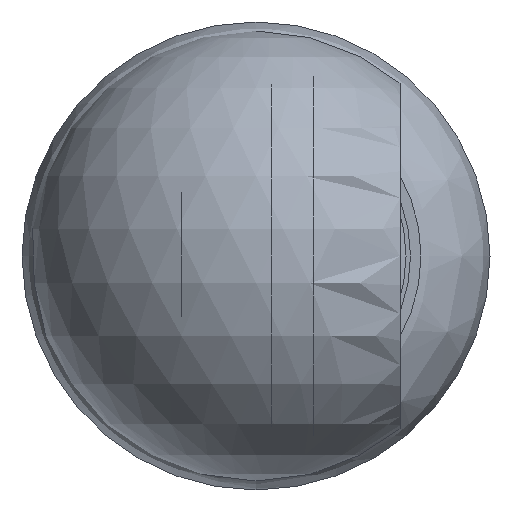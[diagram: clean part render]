
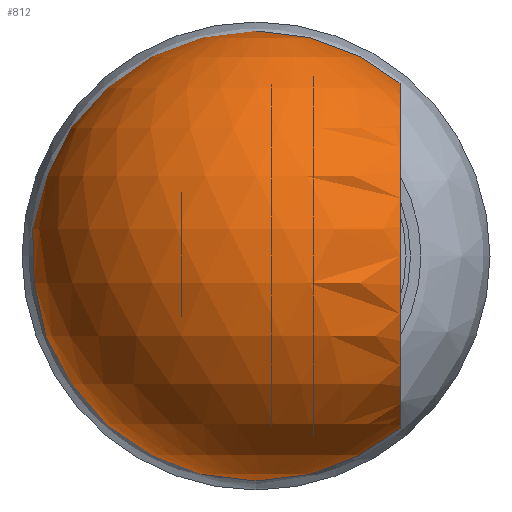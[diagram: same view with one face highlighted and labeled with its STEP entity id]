
A CAD part, left-side view. The second image highlights one B-rep face of the part: STEP entity #812.
In plain terms, the highlighted spherical face has radius 7.5 mm.
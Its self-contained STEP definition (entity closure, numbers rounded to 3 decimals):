
#812 = ADVANCED_FACE('',(#813,#817),#846,.T.);
#813 = FACE_BOUND('',#814,.T.);
#814 = VERTEX_LOOP('',#815);
#815 = VERTEX_POINT('',#816);
#816 = CARTESIAN_POINT('',(0.,0.,-7.5));
#817 = FACE_BOUND('',#818,.T.);
#818 = EDGE_LOOP('',(#819,#830,#839));
#819 = ORIENTED_EDGE('',*,*,#820,.T.);
#820 = EDGE_CURVE('',#821,#823,#825,.T.);
#821 = VERTEX_POINT('',#822);
#822 = CARTESIAN_POINT('',(5.6,-4.8,1.36)
  );
#823 = VERTEX_POINT('',#824);
#824 = CARTESIAN_POINT('',(5.6,0.,
    4.989));
#825 = CIRCLE('',#826,4.989);
#826 = AXIS2_PLACEMENT_3D('',#827,#828,#829);
#827 = CARTESIAN_POINT('',(5.6,0.,0.));
#828 = DIRECTION('',(-1.,0.,0.));
#829 = DIRECTION('',(0.,0.,-1.));
#830 = ORIENTED_EDGE('',*,*,#831,.T.);
#831 = EDGE_CURVE('',#823,#832,#834,.T.);
#832 = VERTEX_POINT('',#833);
#833 = CARTESIAN_POINT('',(5.6,-4.8,-1.36));
#834 = CIRCLE('',#835,4.989);
#835 = AXIS2_PLACEMENT_3D('',#836,#837,#838);
#836 = CARTESIAN_POINT('',(5.6,0.,0.));
#837 = DIRECTION('',(-1.,0.,0.));
#838 = DIRECTION('',(0.,0.,-1.));
#839 = ORIENTED_EDGE('',*,*,#840,.T.);
#840 = EDGE_CURVE('',#832,#821,#841,.T.);
#841 = CIRCLE('',#842,5.763);
#842 = AXIS2_PLACEMENT_3D('',#843,#844,#845);
#843 = CARTESIAN_POINT('',(0.,-4.8,0.)
  );
#844 = DIRECTION('',(0.,1.,0.));
#845 = DIRECTION('',(0.,0.,-1.));
#846 = SPHERICAL_SURFACE('',#847,7.5);
#847 = AXIS2_PLACEMENT_3D('',#848,#849,#850);
#848 = CARTESIAN_POINT('',(0.,0.,
    0.));
#849 = DIRECTION('',(0.,0.,1.));
#850 = DIRECTION('',(1.,0.,0.));
